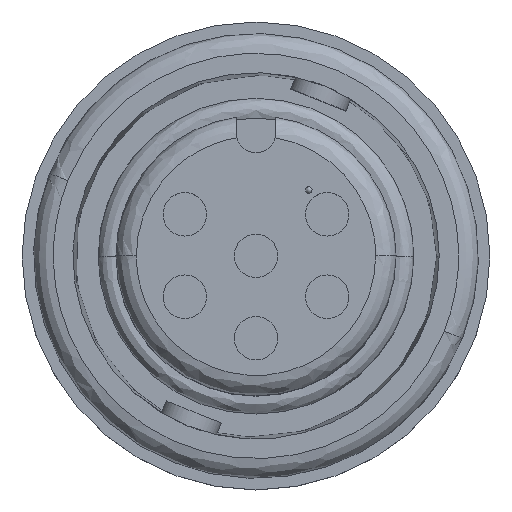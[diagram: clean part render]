
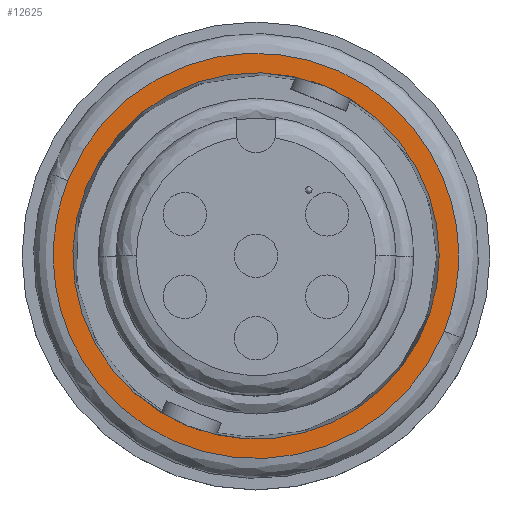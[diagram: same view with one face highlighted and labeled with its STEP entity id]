
A CAD part, top view. The second image highlights one B-rep face of the part: STEP entity #12625.
In plain terms, the highlighted planar face has unit normal (0, 0, 1).
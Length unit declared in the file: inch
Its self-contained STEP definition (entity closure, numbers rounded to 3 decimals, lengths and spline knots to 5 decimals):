
#37 = CARTESIAN_POINT ( 'NONE',  ( -0.28551, 0.1142, 0.271 ) ) ;
#102 = AXIS2_PLACEMENT_3D ( 'NONE', #3710, #13745, #12524 ) ;
#293 = VERTEX_POINT ( 'NONE', #7702 ) ;
#766 = EDGE_LOOP ( 'NONE', ( #14096, #9041 ) ) ;
#1151 = PLANE ( 'NONE',  #102 ) ;
#1194 = DIRECTION ( 'NONE',  ( 1., 0., 0. ) ) ;
#1426 = EDGE_CURVE ( 'NONE', #1950, #10833, #1841, .T. ) ;
#1774 = CARTESIAN_POINT ( 'NONE',  ( -0.28551, 0.1142, 0.271 ) ) ;
#1841 = CIRCLE ( 'NONE', #13884, 0.278 ) ;
#1875 = CARTESIAN_POINT ( 'NONE',  ( 0.28551, -0.1142, 0.271 ) ) ;
#1950 = VERTEX_POINT ( 'NONE', #5734 ) ;
#2542 = CARTESIAN_POINT ( 'NONE',  ( 0.28551, -0.1142, 0.271 ) ) ;
#3063 = ORIENTED_EDGE ( 'NONE', *, *, #1426, .F. ) ;
#3341 = EDGE_CURVE ( 'NONE', #7647, #1950, #16010, .T. ) ;
#3710 = CARTESIAN_POINT ( 'NONE',  ( 0., 0., 0.271 ) ) ;
#4149 = EDGE_CURVE ( 'NONE', #293, #6975, #10533, .T. ) ;
#4372 = CARTESIAN_POINT ( 'NONE',  ( 0.28551, -0.1142, 0.271 ) ) ;
#4639 = CARTESIAN_POINT ( 'NONE',  ( 0.10324, 0.25812, 0.271 ) ) ;
#5510 = AXIS2_PLACEMENT_3D ( 'NONE', #7459, #16098, #9987 ) ;
#5664 = ORIENTED_EDGE ( 'NONE', *, *, #15672, .F. ) ;
#5690 = CARTESIAN_POINT ( 'NONE',  ( -0.10324, -0.25812, 0.271 ) ) ;
#5734 = CARTESIAN_POINT ( 'NONE',  ( 0.278, 0., 0.271 ) ) ;
#6430 = CARTESIAN_POINT ( 'NONE',  ( 0., 0., 0.271 ) ) ;
#6801 = EDGE_CURVE ( 'NONE', #6975, #293, #9199, .T. ) ;
#6975 = VERTEX_POINT ( 'NONE', #4372 ) ;
#7137 = DIRECTION ( 'NONE',  ( 1., 0., 0. ) ) ;
#7459 = CARTESIAN_POINT ( 'NONE',  ( 0., 0., 0.271 ) ) ;
#7647 = VERTEX_POINT ( 'NONE', #5690 ) ;
#7702 = CARTESIAN_POINT ( 'NONE',  ( -0.28551, 0.1142, 0.271 ) ) ;
#8694 = DIRECTION ( 'NONE',  ( 0., 0., 1. ) ) ;
#8751 = FACE_BOUND ( 'NONE', #9806, .T. ) ;
#9041 = ORIENTED_EDGE ( 'NONE', *, *, #6801, .F. ) ;
#9199 =( BOUNDED_CURVE ( )  B_SPLINE_CURVE ( 3, ( #1875, #11701, #11874, #1774 ),
 .UNSPECIFIED., .F., .F. ) 
 B_SPLINE_CURVE_WITH_KNOTS ( ( 4, 4 ),
 ( 0., 1. ),
 .UNSPECIFIED. ) 
 CURVE ( )  GEOMETRIC_REPRESENTATION_ITEM ( )  RATIONAL_B_SPLINE_CURVE ( ( 1., 0.333, 0.333, 1. ) ) 
 REPRESENTATION_ITEM ( '' )  );
#9806 = EDGE_LOOP ( 'NONE', ( #12920, #5664, #3063 ) ) ;
#9987 = DIRECTION ( 'NONE',  ( 1., 0., 0. ) ) ;
#10533 =( BOUNDED_CURVE ( )  B_SPLINE_CURVE ( 3, ( #37, #11180, #15013, #2542 ),
 .UNSPECIFIED., .F., .F. ) 
 B_SPLINE_CURVE_WITH_KNOTS ( ( 4, 4 ),
 ( 0., 1. ),
 .UNSPECIFIED. ) 
 CURVE ( )  GEOMETRIC_REPRESENTATION_ITEM ( )  RATIONAL_B_SPLINE_CURVE ( ( 1., 0.333, 0.333, 1. ) ) 
 REPRESENTATION_ITEM ( '' )  );
#10833 = VERTEX_POINT ( 'NONE', #4639 ) ;
#11180 = CARTESIAN_POINT ( 'NONE',  ( -0.05712, 0.68521, 0.271 ) ) ;
#11507 = FACE_OUTER_BOUND ( 'NONE', #766, .T. ) ;
#11701 = CARTESIAN_POINT ( 'NONE',  ( 0.05712, -0.68521, 0.271 ) ) ;
#11874 = CARTESIAN_POINT ( 'NONE',  ( -0.5139, -0.45682, 0.271 ) ) ;
#12524 = DIRECTION ( 'NONE',  ( -1., 0., 0. ) ) ;
#12625 = ADVANCED_FACE ( 'NONE', ( #11507, #8751 ), #1151, .F. ) ;
#12920 = ORIENTED_EDGE ( 'NONE', *, *, #3341, .F. ) ;
#13745 = DIRECTION ( 'NONE',  ( 0., 0., -1. ) ) ;
#13884 = AXIS2_PLACEMENT_3D ( 'NONE', #14708, #16167, #7137 ) ;
#14096 = ORIENTED_EDGE ( 'NONE', *, *, #4149, .F. ) ;
#14708 = CARTESIAN_POINT ( 'NONE',  ( 0., 0., 0.271 ) ) ;
#14756 = AXIS2_PLACEMENT_3D ( 'NONE', #6430, #8694, #1194 ) ;
#15013 = CARTESIAN_POINT ( 'NONE',  ( 0.5139, 0.45682, 0.271 ) ) ;
#15650 = CIRCLE ( 'NONE', #5510, 0.278 ) ;
#15672 = EDGE_CURVE ( 'NONE', #10833, #7647, #15650, .T. ) ;
#16010 = CIRCLE ( 'NONE', #14756, 0.278 ) ;
#16098 = DIRECTION ( 'NONE',  ( 0., 0., 1. ) ) ;
#16167 = DIRECTION ( 'NONE',  ( 0., 0., 1. ) ) ;
